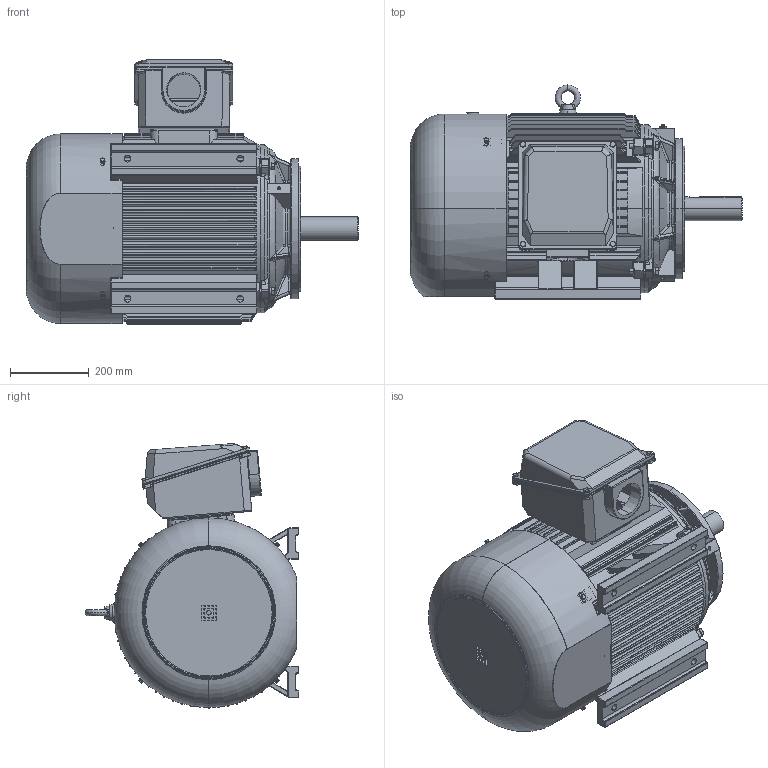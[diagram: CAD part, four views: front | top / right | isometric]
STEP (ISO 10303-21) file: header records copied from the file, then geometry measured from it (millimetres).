
FILE_DESCRIPTION (( 'STEP AP214' ), '1' );
FILE_NAME ('MTCP364TC.STEP', '2018-03-07T16:51:25', ( '' ), ( '' ), 'SwSTEP 2.0', 'SolidWorks 2017', '' );
FILE_SCHEMA (( 'AUTOMOTIVE_DESIGN' ));
Length unit declared in the file: millimetre
Products named in the file (27): hex head bolts-full thread grade c gb_GB_FASTENER_BOLT_HHBFTC M8X20-N; spring lock washers--normal type gb_GB_FASTENER_WASHER_SW 6; hex head bolts-full thread grade c gb_GB_FASTENER_BOLT_HHBFTC M10X50-N; spring lock washers--normal type gb_GB_FASTENER_WASHER_SW 12; hex head bolts-full thread grade c gb_GB_FASTENER_BOLT_HHBFTC M12X65-N; plain washers-n series-grade a gb_GB_FASTENER_WASHER_PWNA 12; PE360諉盄碟蚾饜极1 _1_; PE360ヶ粣創俋裔樓馱璃; PE360諉盄碟釱菜; PE360諉盄碟裔菜; PE360接线盒座_默认_按加工_; PE360粣芛  瑞珔傷; M10蛁蚐郲耀倰; PE360綴傷裔 J; PE364儂釱樓馱璃; eyebolts gb_GB_FASTENER_SCREWS_FRS M16-N; PE360粣芛  堤粣傷; MTCP364TC; hex head bolts-full thread grade c gb_GB_FASTENER_BOLT_HHBFTC M6X12-N; PE360諉盄碟裔; plain washers-n series-grade a gb_GB_FASTENER_WASHER_PWNA 6; PE365芧埽傷裔 J; 360，密封圈65，87; PE360瑞欶 J; PE360源瑩; PE360后轴承外盖加工件; 橡皮塞17
Assembly tree (65 placements, depth 3):
  MTCP364TC
    PE360諉盄碟蚾饜极1 _1_
      PE360接线盒座_默认_按加工_
      PE360諉盄碟裔菜
      PE360諉盄碟裔
      PE360諉盄碟釱菜
      hex head bolts-full thread grade c gb_GB_FASTENER_BOLT_HHBFTC M8X20-N  x8
    PE364儂釱樓馱璃
    PE360綴傷裔 J
    PE360粣芛  瑞珔傷
    PE360后轴承外盖加工件
    PE365芧埽傷裔 J
    PE360ヶ粣創俋裔樓馱璃
    PE360粣芛  堤粣傷
    360，密封圈65，87
    hex head bolts-full thread grade c gb_GB_FASTENER_BOLT_HHBFTC M12X65-N  x8
    spring lock washers--normal type gb_GB_FASTENER_WASHER_SW 12  x8
    plain washers-n series-grade a gb_GB_FASTENER_WASHER_PWNA 12  x8
    PE360瑞欶 J
    hex head bolts-full thread grade c gb_GB_FASTENER_BOLT_HHBFTC M6X12-N  x4
    spring lock washers--normal type gb_GB_FASTENER_WASHER_SW 6  x4
    plain washers-n series-grade a gb_GB_FASTENER_WASHER_PWNA 6  x4
    M10蛁蚐郲耀倰
    橡皮塞17
    eyebolts gb_GB_FASTENER_SCREWS_FRS M16-N
    hex head bolts-full thread grade c gb_GB_FASTENER_BOLT_HHBFTC M10X50-N  x3
    PE360源瑩
Bounding box: 842.5 x 542.8 x 671.94 mm (x, y, z)
Volume: 20022876.1 mm3; surface area: 4867646.5 mm2
Topology: 64 solids, 64 shells, 4172 faces, 10218 edges, 6211 vertices
Faces by surface type: cylinder 1546, plane 1021, bspline 563, cone 512, torus 422, sphere 108
Entity records: 170098 total; most frequent: CARTESIAN_POINT 87194, ORIENTED_EDGE 17788, DIRECTION 16554, EDGE_CURVE 8894, AXIS2_PLACEMENT_3D 6760, VERTEX_POINT 5429, EDGE_LOOP 3895, CIRCLE 3660
